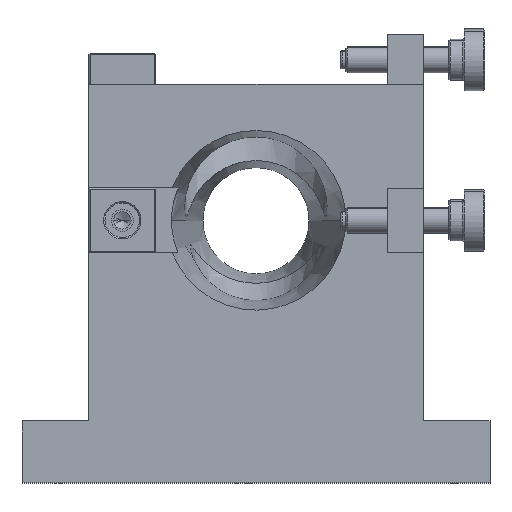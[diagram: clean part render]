
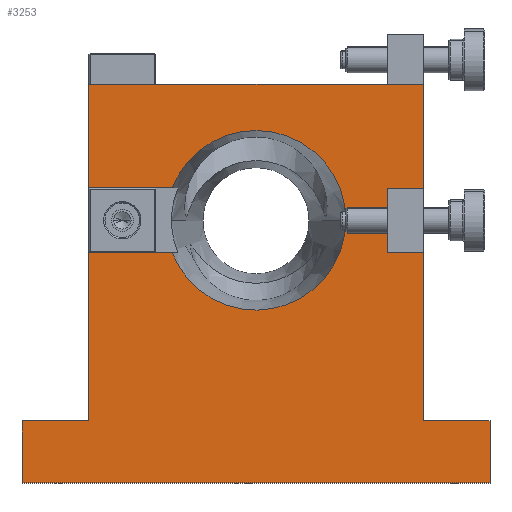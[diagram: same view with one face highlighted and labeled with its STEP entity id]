
A CAD part, top view. The second image highlights one B-rep face of the part: STEP entity #3253.
In plain terms, the highlighted planar face has unit normal (0, 0, 1).
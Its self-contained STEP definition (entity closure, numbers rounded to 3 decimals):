
#71 = FACE_OUTER_BOUND ( 'NONE', #341, .T. ) ;
#341 = EDGE_LOOP ( 'NONE', ( #3830, #3828, #3827, #3826, #3825, #3824, #3823, #3822, #3821, #3820, #3819, #3817, #3815, #3814, #3813, #3809, #3808 ) ) ;
#938 = CARTESIAN_POINT ( 'NONE',  ( 58.427, 89.4, 98. ) ) ;
#1036 = CARTESIAN_POINT ( 'NONE',  ( 125.925, 102., 98. ) ) ;
#1114 = CARTESIAN_POINT ( 'NONE',  ( 58.427, 114.6, 98. ) ) ;
#1116 = CARTESIAN_POINT ( 'NONE',  ( 142., 114.5, 98. ) ) ;
#1119 = CARTESIAN_POINT ( 'NONE',  ( 26., 24., 98. ) ) ;
#1122 = CARTESIAN_POINT ( 'NONE',  ( 26., 114.6, 98. ) ) ;
#1124 = CARTESIAN_POINT ( 'NONE',  ( 26., 89.4, 98. ) ) ;
#1126 = CARTESIAN_POINT ( 'NONE',  ( 142., 89.5, 98. ) ) ;
#1135 = CARTESIAN_POINT ( 'NONE',  ( 156., 89.5, 98. ) ) ;
#1138 = CARTESIAN_POINT ( 'NONE',  ( 0., 24., 98. ) ) ;
#1140 = CARTESIAN_POINT ( 'NONE',  ( 26., 155., 98. ) ) ;
#1141 = CARTESIAN_POINT ( 'NONE',  ( 182., 24., 98. ) ) ;
#1146 = CARTESIAN_POINT ( 'NONE',  ( 0., 0., 98. ) ) ;
#1148 = CARTESIAN_POINT ( 'NONE',  ( 182., 0., 98. ) ) ;
#1149 = CARTESIAN_POINT ( 'NONE',  ( 156., 24., 98. ) ) ;
#1151 = CARTESIAN_POINT ( 'NONE',  ( 156., 114.5, 98. ) ) ;
#1169 = CARTESIAN_POINT ( 'NONE',  ( 156., 155., 98. ) ) ;
#1185 = CARTESIAN_POINT ( 'NONE',  ( 26., 155., 98. ) ) ;
#1190 = DIRECTION ( 'NONE',  ( 0., -1., 0. ) ) ;
#1191 = CARTESIAN_POINT ( 'NONE',  ( 156., 155., 98. ) ) ;
#1195 = DIRECTION ( 'NONE',  ( -1., 0., 0. ) ) ;
#1439 = CARTESIAN_POINT ( 'NONE',  ( 91., 102., 98. ) ) ;
#1440 = DIRECTION ( 'NONE',  ( 0., 0., 1. ) ) ;
#1441 = DIRECTION ( 'NONE',  ( 1., 0., 0. ) ) ;
#2794 = CARTESIAN_POINT ( 'NONE',  ( 26., 89.4, 98. ) ) ;
#2795 = DIRECTION ( 'NONE',  ( 1., 0., 0. ) ) ;
#2799 = CARTESIAN_POINT ( 'NONE',  ( 26., 114.6, 98. ) ) ;
#2800 = DIRECTION ( 'NONE',  ( -1., 0., 0. ) ) ;
#2804 = CARTESIAN_POINT ( 'NONE',  ( 26., 24., 98. ) ) ;
#2805 = CARTESIAN_POINT ( 'NONE',  ( 91., 102., 98. ) ) ;
#2806 = DIRECTION ( 'NONE',  ( 0., 0., 1. ) ) ;
#2807 = DIRECTION ( 'NONE',  ( 1., 0., 0. ) ) ;
#2808 = CARTESIAN_POINT ( 'NONE',  ( 142., 114.5, 98. ) ) ;
#2809 = DIRECTION ( 'NONE',  ( 1., 0., 0. ) ) ;
#2810 = CARTESIAN_POINT ( 'NONE',  ( 142., 89.5, 98. ) ) ;
#2811 = DIRECTION ( 'NONE',  ( 0., -1., 0. ) ) ;
#2812 = CARTESIAN_POINT ( 'NONE',  ( 142., 89.5, 98. ) ) ;
#2813 = DIRECTION ( 'NONE',  ( 1., 0., 0. ) ) ;
#2814 = DIRECTION ( 'NONE',  ( -1., 0., 0. ) ) ;
#2827 = CARTESIAN_POINT ( 'NONE',  ( 26., 155., 98. ) ) ;
#2828 = DIRECTION ( 'NONE',  ( 0., -1., 0. ) ) ;
#2841 = CARTESIAN_POINT ( 'NONE',  ( 156., 24., 98. ) ) ;
#2846 = DIRECTION ( 'NONE',  ( 0., 1., 0. ) ) ;
#2852 = CARTESIAN_POINT ( 'NONE',  ( 182., 0., 98. ) ) ;
#2854 = DIRECTION ( 'NONE',  ( 0., 1., 0. ) ) ;
#2857 = CARTESIAN_POINT ( 'NONE',  ( 0., 24., 98. ) ) ;
#2863 = CARTESIAN_POINT ( 'NONE',  ( 182., 24., 98. ) ) ;
#2866 = DIRECTION ( 'NONE',  ( 0., -1., 0. ) ) ;
#2871 = DIRECTION ( 'NONE',  ( -1., 0., 0. ) ) ;
#2894 = CARTESIAN_POINT ( 'NONE',  ( 0., 0., 98. ) ) ;
#2898 = DIRECTION ( 'NONE',  ( 1., 0., 0. ) ) ;
#2928 = CARTESIAN_POINT ( 'NONE',  ( 156., 24., 98. ) ) ;
#2929 = DIRECTION ( 'NONE',  ( 0., 1., 0. ) ) ;
#3253 = ADVANCED_FACE ( 'NONE', ( #71 ), #5980, .T. ) ;
#3398 = AXIS2_PLACEMENT_3D ( 'NONE', #5987, #5986, #5988 ) ;
#3490 = AXIS2_PLACEMENT_3D ( 'NONE', #1439, #1440, #1441 ) ;
#3566 = VERTEX_POINT ( 'NONE', #938 ) ;
#3808 = ORIENTED_EDGE ( 'NONE', *, *, #5486, .T. ) ;
#3809 = ORIENTED_EDGE ( 'NONE', *, *, #5495, .T. ) ;
#3813 = ORIENTED_EDGE ( 'NONE', *, *, #5489, .T. ) ;
#3814 = ORIENTED_EDGE ( 'NONE', *, *, #5505, .T. ) ;
#3815 = ORIENTED_EDGE ( 'NONE', *, *, #5492, .T. ) ;
#3817 = ORIENTED_EDGE ( 'NONE', *, *, #5468, .T. ) ;
#3819 = ORIENTED_EDGE ( 'NONE', *, *, #5473, .T. ) ;
#3820 = ORIENTED_EDGE ( 'NONE', *, *, #5462, .F. ) ;
#3821 = ORIENTED_EDGE ( 'NONE', *, *, #5155, .F. ) ;
#3822 = ORIENTED_EDGE ( 'NONE', *, *, #5463, .F. ) ;
#3823 = ORIENTED_EDGE ( 'NONE', *, *, #5464, .F. ) ;
#3824 = ORIENTED_EDGE ( 'NONE', *, *, #5090, .T. ) ;
#3825 = ORIENTED_EDGE ( 'NONE', *, *, #5093, .T. ) ;
#3826 = ORIENTED_EDGE ( 'NONE', *, *, #5517, .T. ) ;
#3827 = ORIENTED_EDGE ( 'NONE', *, *, #5465, .T. ) ;
#3828 = ORIENTED_EDGE ( 'NONE', *, *, #5466, .F. ) ;
#3830 = ORIENTED_EDGE ( 'NONE', *, *, #5467, .F. ) ;
#4423 = VERTEX_POINT ( 'NONE', #1036 ) ;
#4509 = VERTEX_POINT ( 'NONE', #1114 ) ;
#4511 = VERTEX_POINT ( 'NONE', #1116 ) ;
#4514 = VERTEX_POINT ( 'NONE', #1119 ) ;
#4517 = VERTEX_POINT ( 'NONE', #1122 ) ;
#4519 = VERTEX_POINT ( 'NONE', #1124 ) ;
#4521 = VERTEX_POINT ( 'NONE', #1126 ) ;
#4530 = VERTEX_POINT ( 'NONE', #1135 ) ;
#4533 = VERTEX_POINT ( 'NONE', #1138 ) ;
#4535 = VERTEX_POINT ( 'NONE', #1140 ) ;
#4536 = VERTEX_POINT ( 'NONE', #1141 ) ;
#4541 = VERTEX_POINT ( 'NONE', #1146 ) ;
#4543 = VERTEX_POINT ( 'NONE', #1148 ) ;
#4544 = VERTEX_POINT ( 'NONE', #1149 ) ;
#4547 = VERTEX_POINT ( 'NONE', #1151 ) ;
#4568 = VERTEX_POINT ( 'NONE', #1169 ) ;
#4605 = LINE ( 'NONE', #2841, #4722 ) ;
#4608 = LINE ( 'NONE', #2852, #4769 ) ;
#4626 = LINE ( 'NONE', #2857, #4728 ) ;
#4639 = CIRCLE ( 'NONE', #5994, 34.925 ) ;
#4680 = VECTOR ( 'NONE', #2828, 1000. ) ;
#4705 = VECTOR ( 'NONE', #2929, 1000. ) ;
#4713 = LINE ( 'NONE', #2928, #4705 ) ;
#4717 = LINE ( 'NONE', #2804, #4781 ) ;
#4722 = VECTOR ( 'NONE', #2854, 1000. ) ;
#4728 = VECTOR ( 'NONE', #2866, 1000. ) ;
#4736 = LINE ( 'NONE', #2794, #4789 ) ;
#4739 = LINE ( 'NONE', #2827, #4680 ) ;
#4744 = LINE ( 'NONE', #2812, #4747 ) ;
#4747 = VECTOR ( 'NONE', #2813, 1000. ) ;
#4752 = VECTOR ( 'NONE', #2898, 1000. ) ;
#4760 = LINE ( 'NONE', #2799, #4778 ) ;
#4761 = VECTOR ( 'NONE', #2809, 1000. ) ;
#4762 = LINE ( 'NONE', #2808, #4761 ) ;
#4768 = LINE ( 'NONE', #2810, #4795 ) ;
#4769 = VECTOR ( 'NONE', #2846, 1000. ) ;
#4774 = LINE ( 'NONE', #2894, #4752 ) ;
#4778 = VECTOR ( 'NONE', #2800, 1000. ) ;
#4779 = LINE ( 'NONE', #2863, #4788 ) ;
#4781 = VECTOR ( 'NONE', #2814, 1000. ) ;
#4788 = VECTOR ( 'NONE', #2871, 1000. ) ;
#4789 = VECTOR ( 'NONE', #2795, 1000. ) ;
#4795 = VECTOR ( 'NONE', #2811, 1000. ) ;
#4810 = CIRCLE ( 'NONE', #3490, 34.925 ) ;
#4912 = VECTOR ( 'NONE', #1195, 1000. ) ;
#4917 = LINE ( 'NONE', #1191, #4912 ) ;
#4918 = VECTOR ( 'NONE', #1190, 1000. ) ;
#4929 = LINE ( 'NONE', #1185, #4918 ) ;
#5090 = EDGE_CURVE ( 'NONE', #4535, #4517, #4929, .T. ) ;
#5093 = EDGE_CURVE ( 'NONE', #4568, #4535, #4917, .T. ) ;
#5155 = EDGE_CURVE ( 'NONE', #3566, #4423, #4810, .T. ) ;
#5462 = EDGE_CURVE ( 'NONE', #4519, #3566, #4736, .T. ) ;
#5463 = EDGE_CURVE ( 'NONE', #4423, #4509, #4639, .T. ) ;
#5464 = EDGE_CURVE ( 'NONE', #4509, #4517, #4760, .T. ) ;
#5465 = EDGE_CURVE ( 'NONE', #4511, #4547, #4762, .T. ) ;
#5466 = EDGE_CURVE ( 'NONE', #4511, #4521, #4768, .T. ) ;
#5467 = EDGE_CURVE ( 'NONE', #4521, #4530, #4744, .T. ) ;
#5468 = EDGE_CURVE ( 'NONE', #4514, #4533, #4717, .T. ) ;
#5473 = EDGE_CURVE ( 'NONE', #4519, #4514, #4739, .T. ) ;
#5486 = EDGE_CURVE ( 'NONE', #4544, #4530, #4605, .T. ) ;
#5489 = EDGE_CURVE ( 'NONE', #4543, #4536, #4608, .T. ) ;
#5492 = EDGE_CURVE ( 'NONE', #4533, #4541, #4626, .T. ) ;
#5495 = EDGE_CURVE ( 'NONE', #4536, #4544, #4779, .T. ) ;
#5505 = EDGE_CURVE ( 'NONE', #4541, #4543, #4774, .T. ) ;
#5517 = EDGE_CURVE ( 'NONE', #4547, #4568, #4713, .T. ) ;
#5980 = PLANE ( 'NONE',  #3398 ) ;
#5986 = DIRECTION ( 'NONE',  ( 0., 0., 1. ) ) ;
#5987 = CARTESIAN_POINT ( 'NONE',  ( 0., 0., 98. ) ) ;
#5988 = DIRECTION ( 'NONE',  ( 1., 0., 0. ) ) ;
#5994 = AXIS2_PLACEMENT_3D ( 'NONE', #2805, #2806, #2807 ) ;
